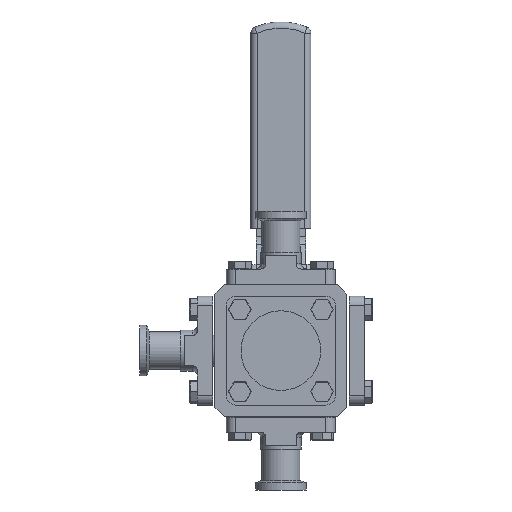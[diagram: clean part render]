
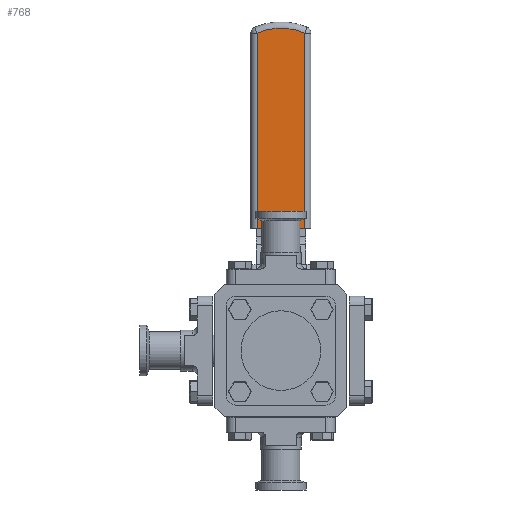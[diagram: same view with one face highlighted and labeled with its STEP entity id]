
A CAD part, front view. The second image highlights one B-rep face of the part: STEP entity #768.
In plain terms, the highlighted planar face has unit normal (0, -1, 0).
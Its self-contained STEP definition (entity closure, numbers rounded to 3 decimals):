
#49 = EDGE_CURVE ( 'NONE', #1247, #12468, #12207, .T. ) ;
#768 = ADVANCED_FACE ( 'NONE', ( #16520 ), #12458, .F. ) ;
#1247 = VERTEX_POINT ( 'NONE', #7466 ) ;
#2046 = CARTESIAN_POINT ( 'NONE',  ( -11.9, 83.439, 159.438 ) ) ;
#2263 = DIRECTION ( 'NONE',  ( -1., 0., 0. ) ) ;
#3842 = CARTESIAN_POINT ( 'NONE',  ( 0., 83.439, 132.243 ) ) ;
#4471 = CARTESIAN_POINT ( 'NONE',  ( 11.9, 83.439, 161.441 ) ) ;
#5011 = AXIS2_PLACEMENT_3D ( 'NONE', #16895, #10612, #2263 ) ;
#5213 = VECTOR ( 'NONE', #11547, 1000. ) ;
#6070 = ORIENTED_EDGE ( 'NONE', *, *, #49, .T. ) ;
#6408 = AXIS2_PLACEMENT_3D ( 'NONE', #3842, #23469, #23888 ) ;
#6623 = ORIENTED_EDGE ( 'NONE', *, *, #24288, .T. ) ;
#6988 = VERTEX_POINT ( 'NONE', #23464 ) ;
#7466 = CARTESIAN_POINT ( 'NONE',  ( 11.9, 83.439, 159.438 ) ) ;
#9137 = VECTOR ( 'NONE', #13782, 1000. ) ;
#10254 = CARTESIAN_POINT ( 'NONE',  ( -11.9, 83.439, 61.423 ) ) ;
#10612 = DIRECTION ( 'NONE',  ( 0., -1., 0. ) ) ;
#11112 = VECTOR ( 'NONE', #19917, 1000. ) ;
#11547 = DIRECTION ( 'NONE',  ( 0., 0., -1. ) ) ;
#12055 = LINE ( 'NONE', #24358, #9137 ) ;
#12207 = CIRCLE ( 'NONE', #5011, 29.685 ) ;
#12458 = PLANE ( 'NONE',  #6408 ) ;
#12468 = VERTEX_POINT ( 'NONE', #2046 ) ;
#13004 = EDGE_CURVE ( 'NONE', #6988, #1247, #17835, .T. ) ;
#13782 = DIRECTION ( 'NONE',  ( -1., 0., 0. ) ) ;
#14034 = EDGE_LOOP ( 'NONE', ( #23381, #26314, #6070, #6623 ) ) ;
#16520 = FACE_OUTER_BOUND ( 'NONE', #14034, .T. ) ;
#16895 = CARTESIAN_POINT ( 'NONE',  ( 0., 83.439, 132.243 ) ) ;
#17835 = LINE ( 'NONE', #4471, #11112 ) ;
#17840 = CARTESIAN_POINT ( 'NONE',  ( -11.9, 83.439, 61.423 ) ) ;
#18072 = VERTEX_POINT ( 'NONE', #10254 ) ;
#19917 = DIRECTION ( 'NONE',  ( 0., 0., 1. ) ) ;
#21349 = EDGE_CURVE ( 'NONE', #6988, #18072, #12055, .T. ) ;
#22559 = LINE ( 'NONE', #17840, #5213 ) ;
#23381 = ORIENTED_EDGE ( 'NONE', *, *, #21349, .F. ) ;
#23464 = CARTESIAN_POINT ( 'NONE',  ( 11.9, 83.439, 61.423 ) ) ;
#23469 = DIRECTION ( 'NONE',  ( 0., 1., 0. ) ) ;
#23888 = DIRECTION ( 'NONE',  ( -1., 0., 0. ) ) ;
#24288 = EDGE_CURVE ( 'NONE', #12468, #18072, #22559, .T. ) ;
#24358 = CARTESIAN_POINT ( 'NONE',  ( -15.075, 83.439, 61.423 ) ) ;
#26314 = ORIENTED_EDGE ( 'NONE', *, *, #13004, .T. ) ;
